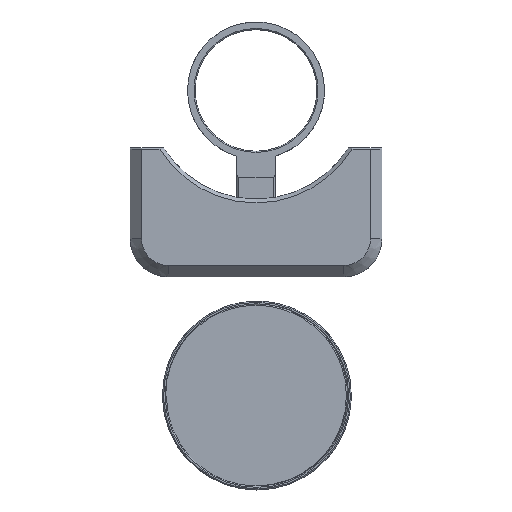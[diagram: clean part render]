
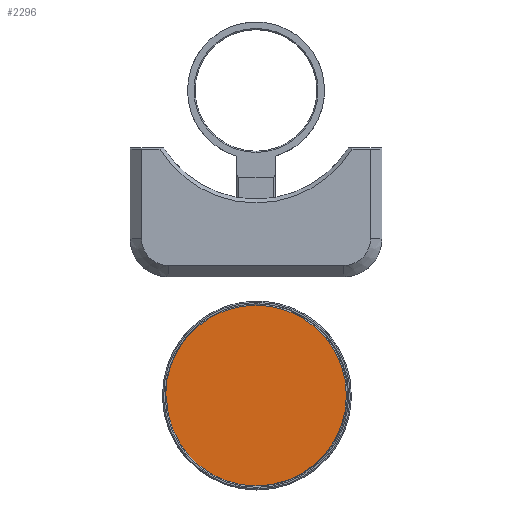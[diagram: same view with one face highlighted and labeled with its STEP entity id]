
A CAD part, top view. The second image highlights one B-rep face of the part: STEP entity #2296.
In plain terms, the highlighted planar face has unit normal (0, 0, 1).
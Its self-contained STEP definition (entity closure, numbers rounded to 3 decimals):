
#166=PLANE('',#2517);
#286=FACE_OUTER_BOUND('',#436,.T.);
#436=EDGE_LOOP('',(#2020));
#957=CIRCLE('',#2516,23.7);
#1134=VERTEX_POINT('',#3778);
#1434=EDGE_CURVE('',#1134,#1134,#957,.T.);
#2020=ORIENTED_EDGE('',*,*,#1434,.F.);
#2296=ADVANCED_FACE('',(#286),#166,.T.);
#2516=AXIS2_PLACEMENT_3D('',#3780,#3100,#3101);
#2517=AXIS2_PLACEMENT_3D('',#3781,#3102,#3103);
#3100=DIRECTION('center_axis',(0.,0.,-1.));
#3101=DIRECTION('ref_axis',(-1.,0.,0.));
#3102=DIRECTION('center_axis',(0.,0.,1.));
#3103=DIRECTION('ref_axis',(1.,0.,0.));
#3778=CARTESIAN_POINT('',(-78.176,-223.299,29.));
#3780=CARTESIAN_POINT('Origin',(-101.876,-223.299,29.));
#3781=CARTESIAN_POINT('Origin',(-94.376,-223.299,29.));
